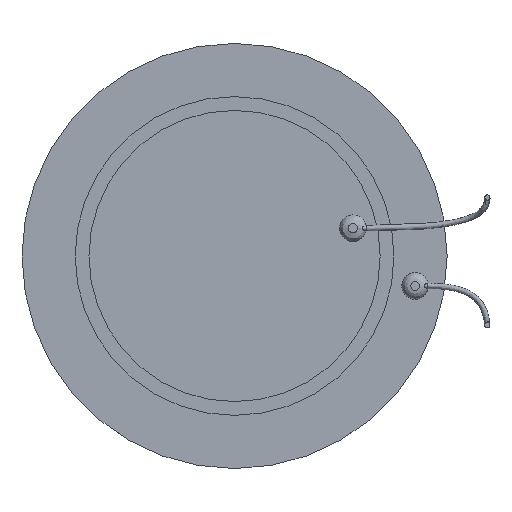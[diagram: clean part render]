
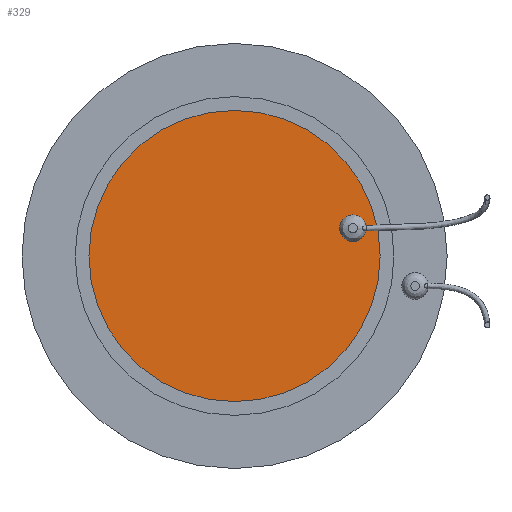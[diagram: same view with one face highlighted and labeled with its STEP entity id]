
A CAD part, top view. The second image highlights one B-rep face of the part: STEP entity #329.
In plain terms, the highlighted planar face has unit normal (0, 0, 1).
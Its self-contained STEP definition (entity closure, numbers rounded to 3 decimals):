
#17=FACE_BOUND('',#120,.T.);
#75=PLANE('',#380);
#95=FACE_OUTER_BOUND('',#119,.T.);
#119=EDGE_LOOP('',(#272));
#120=EDGE_LOOP('',(#273));
#154=CIRCLE('',#374,0.625);
#156=CIRCLE('',#378,6.85);
#177=VERTEX_POINT('',#898);
#179=VERTEX_POINT('',#910);
#208=EDGE_CURVE('',#177,#177,#154,.T.);
#212=EDGE_CURVE('',#179,#179,#156,.T.);
#272=ORIENTED_EDGE('',*,*,#212,.F.);
#273=ORIENTED_EDGE('',*,*,#208,.T.);
#329=ADVANCED_FACE('',(#95,#17),#75,.F.);
#374=AXIS2_PLACEMENT_3D('',#899,#437,#438);
#378=AXIS2_PLACEMENT_3D('',#911,#445,#446);
#380=AXIS2_PLACEMENT_3D('',#915,#450,#451);
#437=DIRECTION('center_axis',(0.,0.,-1.));
#438=DIRECTION('ref_axis',(-1.,0.,0.));
#445=DIRECTION('center_axis',(0.,0.,-1.));
#446=DIRECTION('ref_axis',(-1.,0.,0.));
#450=DIRECTION('center_axis',(0.,0.,-1.));
#451=DIRECTION('ref_axis',(-1.,0.,0.));
#898=CARTESIAN_POINT('',(30.304,40.564,22.53));
#899=CARTESIAN_POINT('Origin',(29.679,40.564,22.53));
#910=CARTESIAN_POINT('',(30.958,39.259,22.53));
#911=CARTESIAN_POINT('Origin',(24.108,39.259,22.53));
#915=CARTESIAN_POINT('Origin',(24.108,39.259,22.53));
